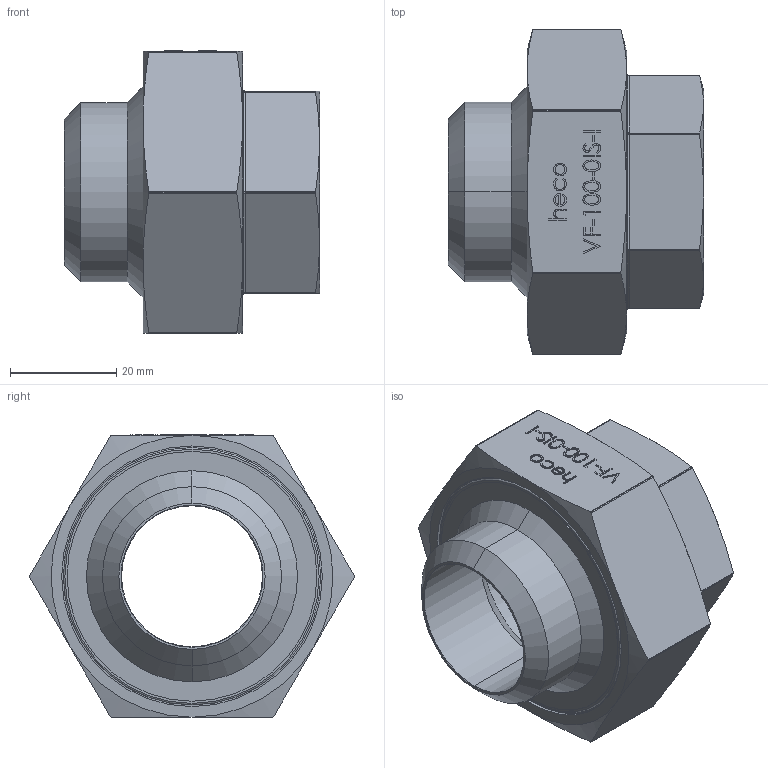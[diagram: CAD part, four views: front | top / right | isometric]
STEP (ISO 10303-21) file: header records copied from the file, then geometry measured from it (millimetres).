
FILE_DESCRIPTION (( 'STEP AP214' ), '1' );
FILE_NAME ('heco_VF-100-0IS-I.STEP', '2016-09-26T13:01:13', ( '' ), ( '' ), 'SwSTEP 2.0', 'SolidWorks 2016', '' );
FILE_SCHEMA (( 'AUTOMOTIVE_DESIGN' ));
Length unit declared in the file: millimetre
Products named in the file (1): heco_VF-100-0IS-I
Bounding box: 48 x 61.11 x 53.1 mm (x, y, z)
Volume: 42117.1 mm3; surface area: 15015.6 mm2
Topology: 1 solids, 1 shells, 267 faces, 667 edges, 424 vertices
Faces by surface type: plane 100, bspline 83, cylinder 50, cone 32, torus 2
Entity records: 14142 total; most frequent: CARTESIAN_POINT 6864, ORIENTED_EDGE 1322, DIRECTION 835, EDGE_CURVE 661, VERTEX_POINT 424, LINE 333, VECTOR 333, EDGE_LOOP 297
